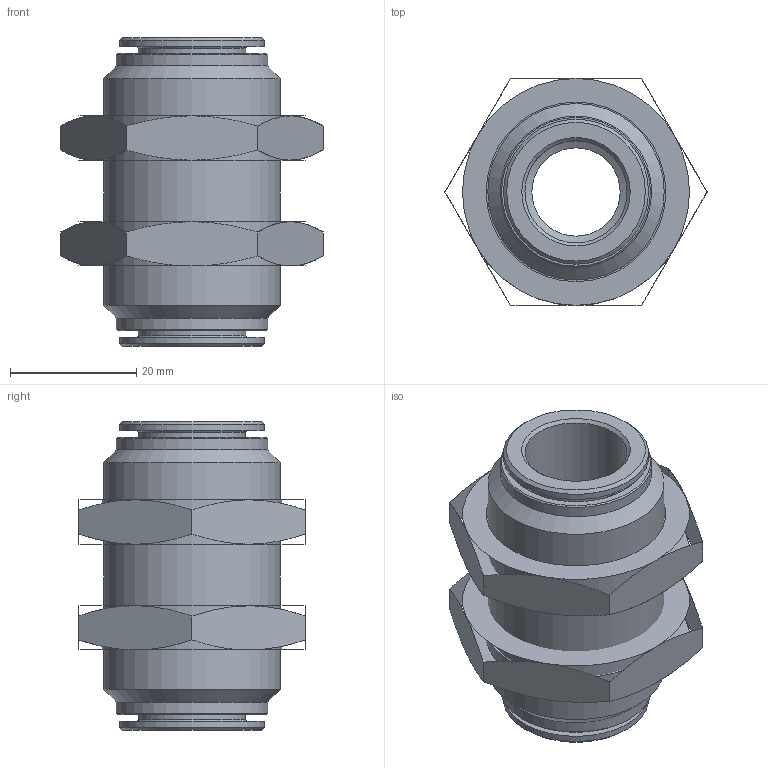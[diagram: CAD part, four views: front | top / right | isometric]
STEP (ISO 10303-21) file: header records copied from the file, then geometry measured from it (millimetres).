
FILE_DESCRIPTION(/* description */ (''),/* implementation_level */ '2;1');
FILE_NAME(/* name */ 'iqss_160_msv.stp',/* time_stamp */ '2017-11-13T16:12:51+01:00',/* author */ ('Hamoud'),/* organization */ (''),/* preprocessor_version */ 'ST-DEVELOPER v15.6',/* originating_system */ 'Autodesk Inventor LT ',/* authorisation */ '');
FILE_SCHEMA (('AUTOMOTIVE_DESIGN { 1 0 10303 214 3 1 1 }'));
Length unit declared in the file: millimetre
Products named in the file (1): iqss_160_msv
Bounding box: 41.57 x 36 x 49 mm (x, y, z)
Volume: 19583.5 mm3; surface area: 16643.9 mm2
Topology: 5 solids, 7 shells, 86 faces, 201 edges, 119 vertices
Faces by surface type: plane 32, cone 26, cylinder 22, torus 6
Full cylindrical faces by diameter (mm): 14 x1, 16.2 x4, 17 x2, 17.2 x2, 20.2 x2, 20.4 x2, 23 x2, 24 x2, 26.16 x2, 28 x1, 28.5 x2
Entity records: 2407 total; most frequent: CARTESIAN_POINT 631, DIRECTION 354, ORIENTED_EDGE 296, AXIS2_PLACEMENT_3D 171, EDGE_LOOP 152, EDGE_CURVE 148, VERTEX_POINT 112, CIRCLE 88
